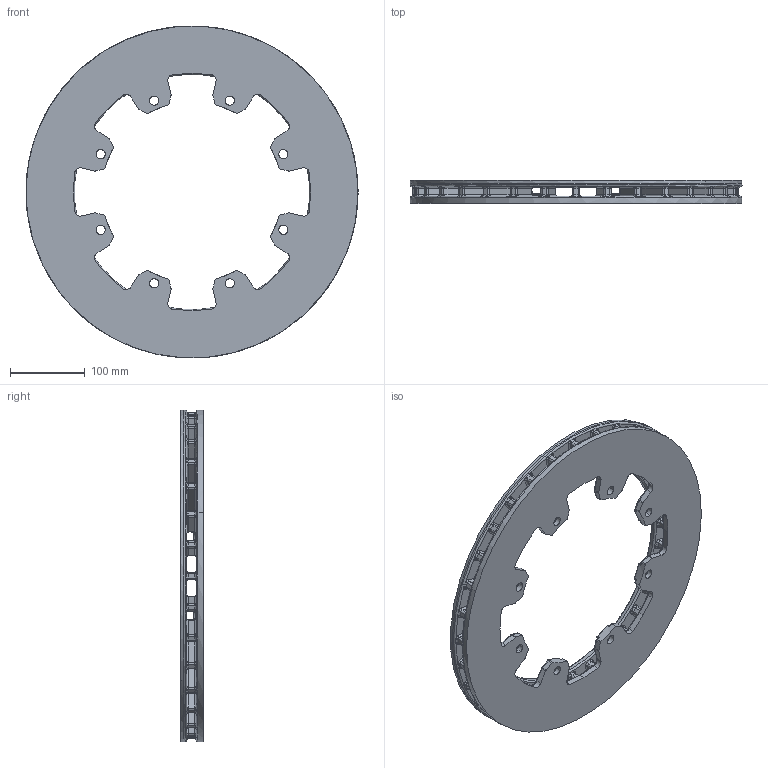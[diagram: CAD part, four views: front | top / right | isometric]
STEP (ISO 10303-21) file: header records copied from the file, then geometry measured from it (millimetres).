
FILE_DESCRIPTION(('FreeCAD Model'),'2;1');
FILE_NAME('Open CASCADE Shape Model','2025-04-27T12:55:12',('FreeCAD'),( 'FreeCAD'),'Open CASCADE STEP processor 7.6','FreeCAD','Unknown');
FILE_SCHEMA(('AUTOMOTIVE_DESIGN { 1 0 10303 214 1 1 1 1 }'));
Products named in the file (1): Open CASCADE STEP translator 7.6 1
Bounding box: 443.67 x 30.59 x 443.67 mm (x, y, z)
Volume: 1731459.8 mm3; surface area: 388358 mm2
Topology: 1 solids, 1 shells, 1560 faces, 3857 edges, 2181 vertices
Faces by surface type: bspline 1560
Entity records: 60230 total; most frequent: CARTESIAN_POINT 39327, ORIENTED_EDGE 7604, EDGE_CURVE 3802, VERTEX_POINT 2181, B_SPLINE_CURVE_WITH_KNOTS 2072, FACE_BOUND 1579, EDGE_LOOP 1579, ADVANCED_FACE 1560
